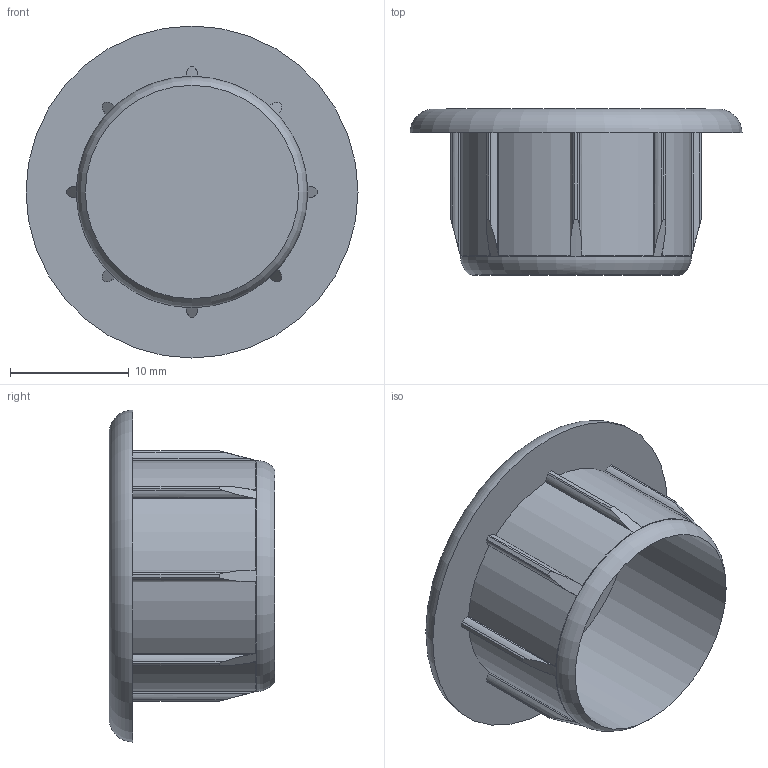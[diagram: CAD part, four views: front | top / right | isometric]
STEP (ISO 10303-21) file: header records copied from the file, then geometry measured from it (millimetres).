
FILE_DESCRIPTION((''),'2;1');
FILE_NAME('86326- poprawione.stp','2020-06-26T14:32:11',('trakoczy'),(''),'Autodesk Inventor 2013','Autodesk Inventor 2013','');
FILE_SCHEMA(('AUTOMOTIVE_DESIGN { 1 0 10303 214 1 1 1 1 }'));
Length unit declared in the file: millimetre
Products named in the file (1): 86326
Bounding box: 28 x 13.99 x 28 mm (x, y, z)
Volume: 1713.5 mm3; surface area: 2789 mm2
Topology: 1 solids, 1 shells, 71 faces, 203 edges, 135 vertices
Faces by surface type: plane 43, cylinder 25, torus 2, cone 1
Full cylindrical faces by diameter (mm): 18 x1
Entity records: 2270 total; most frequent: CARTESIAN_POINT 530, ORIENTED_EDGE 394, DIRECTION 322, EDGE_CURVE 197, VERTEX_POINT 133, AXIS2_PLACEMENT_3D 109, VECTOR 104, LINE 104
